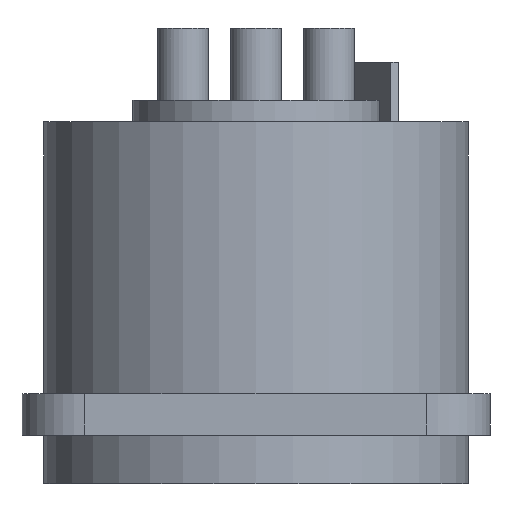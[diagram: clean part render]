
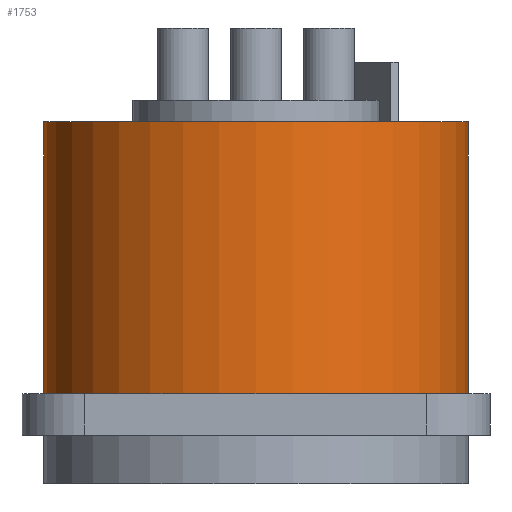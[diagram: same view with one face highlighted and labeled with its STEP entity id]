
A CAD part, front view. The second image highlights one B-rep face of the part: STEP entity #1753.
In plain terms, the highlighted cylindrical face has radius 11.8 mm (diameter 23.6 mm), a partial arc.
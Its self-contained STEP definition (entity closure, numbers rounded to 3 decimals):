
#482=CARTESIAN_POINT('',(0.,0.,2.3));
#483=DIRECTION('',(0.,0.,-1.));
#484=DIRECTION('',(1.,0.,0.));
#485=AXIS2_PLACEMENT_3D('',#482,#483,#484);
#585=DIRECTION('',(0.,0.,-1.));
#586=VECTOR('',#585,15.1);
#587=CARTESIAN_POINT('',(-11.8,0.,17.4));
#588=LINE('',#587,#586);
#599=DIRECTION('',(0.,0.,-1.));
#600=VECTOR('',#599,15.1);
#601=CARTESIAN_POINT('',(11.8,0.,17.4));
#602=LINE('',#601,#600);
#814=CARTESIAN_POINT('',(0.,0.,17.4));
#815=DIRECTION('',(0.,0.,-1.));
#816=DIRECTION('',(1.,0.,0.));
#817=AXIS2_PLACEMENT_3D('',#814,#815,#816);
#1262=CARTESIAN_POINT('',(-11.8,0.,17.4));
#1263=CARTESIAN_POINT('',(11.8,0.,17.4));
#1264=VERTEX_POINT('',#1262);
#1265=VERTEX_POINT('',#1263);
#1274=CARTESIAN_POINT('',(-11.8,0.,2.3));
#1275=VERTEX_POINT('',#1274);
#1276=CARTESIAN_POINT('',(11.8,0.,2.3));
#1277=VERTEX_POINT('',#1276);
#1741=CARTESIAN_POINT('',(0.,0.,17.4));
#1742=DIRECTION('',(0.,0.,-1.));
#1743=DIRECTION('',(-1.,0.,0.));
#1744=AXIS2_PLACEMENT_3D('',#1741,#1742,#1743);
#1745=CYLINDRICAL_SURFACE('',#1744,11.8);
#1746=ORIENTED_EDGE('',*,*,#1718,.F.);
#1748=ORIENTED_EDGE('',*,*,#1747,.F.);
#1749=ORIENTED_EDGE('',*,*,#1721,.T.);
#1750=ORIENTED_EDGE('',*,*,#1585,.T.);
#1751=EDGE_LOOP('',(#1746,#1748,#1749,#1750));
#1752=FACE_OUTER_BOUND('',#1751,.F.);
#1753=ADVANCED_FACE('',(#1752),#1745,.T.);
#486=CIRCLE('',#485,11.8);
#818=CIRCLE('',#817,11.8);
#1585=EDGE_CURVE('',#1277,#1275,#486,.T.);
#1718=EDGE_CURVE('',#1264,#1275,#588,.T.);
#1721=EDGE_CURVE('',#1265,#1277,#602,.T.);
#1747=EDGE_CURVE('',#1265,#1264,#818,.T.);
